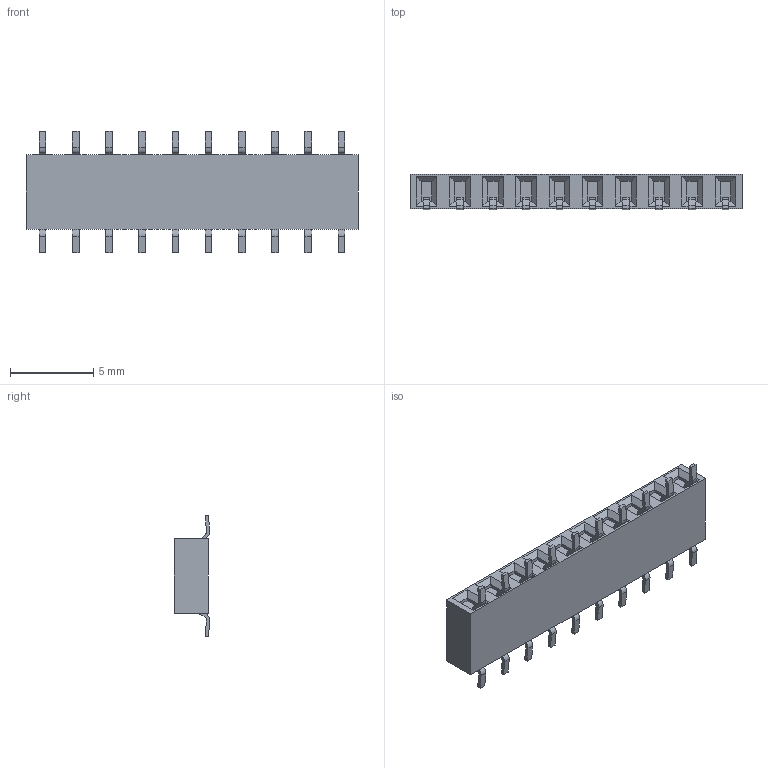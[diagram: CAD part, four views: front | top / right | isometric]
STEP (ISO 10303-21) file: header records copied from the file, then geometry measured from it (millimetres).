
FILE_DESCRIPTION (( 'STEP AP214' ), '1' );
FILE_NAME ('reoriented-1-2307725-0.STEP', '2023-10-03T10:02:00', ( '' ), ( '' ), 'SwSTEP 2.0', 'SolidWorks 2021', '' );
FILE_SCHEMA (( 'AUTOMOTIVE_DESIGN' ));
Length unit declared in the file: millimetre
Products named in the file (1): reoriented-1-2307725-0
Bounding box: 20 x 2.14 x 7.3 mm (x, y, z)
Volume: 182.4 mm3; surface area: 336.1 mm2
Topology: 1 solids, 1 shells, 326 faces, 872 edges, 568 vertices
Faces by surface type: plane 256, cylinder 70
Entity records: 10070 total; most frequent: CARTESIAN_POINT 1767, ORIENTED_EDGE 1744, DIRECTION 1666, EDGE_CURVE 872, VECTOR 732, LINE 732, VERTEX_POINT 568, AXIS2_PLACEMENT_3D 467
